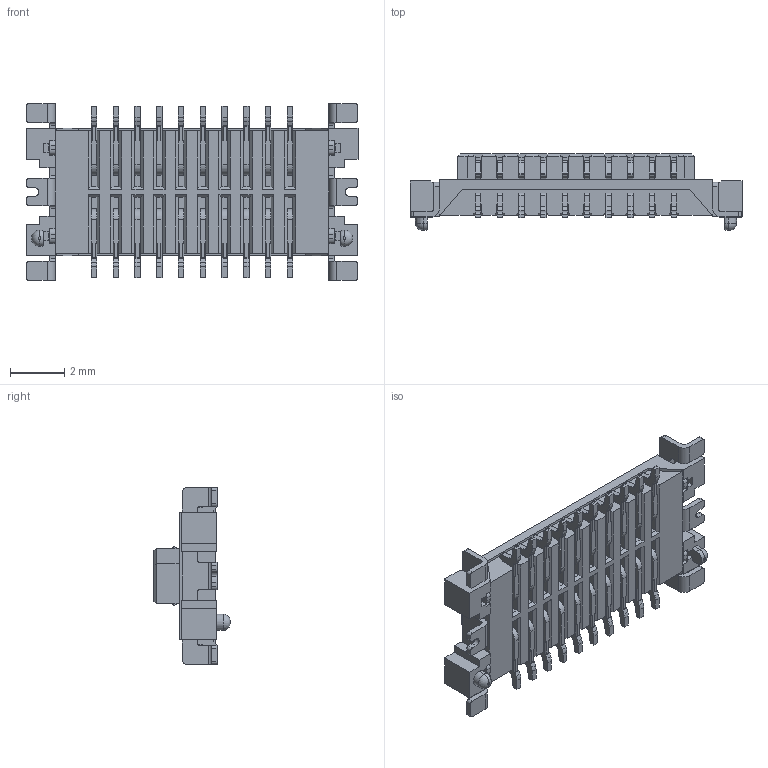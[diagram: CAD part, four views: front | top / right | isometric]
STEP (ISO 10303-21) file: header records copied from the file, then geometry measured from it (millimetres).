
FILE_DESCRIPTION (( 'STEP AP203' ), '1' );
FILE_NAME ('CBRD020PA2FP1R0-NH.STEP', '2018-08-08T00:43:39', ( '' ), ( '' ), 'SwSTEP 2.0', 'SolidWorks 2017', '' );
FILE_SCHEMA (( 'CONFIG_CONTROL_DESIGN' ));
Length unit declared in the file: millimetre
Products named in the file (4): TAB; 公端子; CBRD020PA2FP1R0-NH; CBRD¤½BASE-20P XXX_WITH PEG 20
Assembly tree (23 placements, depth 2):
  CBRD020PA2FP1R0-NH
    CBRD¤½BASE-20P XXX_WITH PEG 20
    公端子  x20
    TAB  x2
Bounding box: 12.2 x 2.8 x 6.5 mm (x, y, z)
Volume: 69 mm3; surface area: 466.8 mm2
Topology: 23 solids, 23 shells, 1700 faces, 5047 edges, 3326 vertices
Faces by surface type: plane 1190, cylinder 506, torus 4
Entity records: 24215 total; most frequent: ORIENTED_EDGE 4222, CARTESIAN_POINT 4205, DIRECTION 3645, EDGE_CURVE 2111, LINE 1985, VECTOR 1985, VERTEX_POINT 1370, AXIS2_PLACEMENT_3D 830
